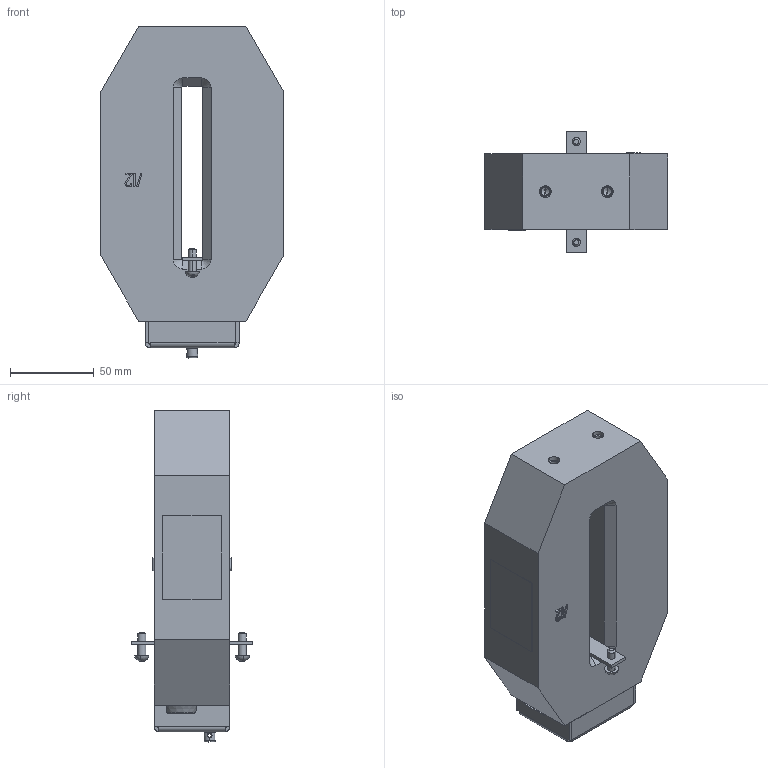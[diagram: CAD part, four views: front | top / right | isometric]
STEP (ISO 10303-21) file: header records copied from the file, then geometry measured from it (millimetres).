
FILE_DESCRIPTION (( 'STEP AP214' ), '1' );
FILE_NAME ('ﾒﾒ-0,66-ﾒﾘﾍ1 (800ﾀ-2000ﾀ).STEP', '2023-07-31T09:52:10', ( '' ), ( '' ), 'SwSTEP 2.0', 'SolidWorks 2014', '' );
FILE_SCHEMA (( 'AUTOMOTIVE_DESIGN' ));
Length unit declared in the file: millimetre
Products named in the file (16): 妈眚 󊙅4.019 梦岩 17473-80; Ïàêåò Âèíò Ì5õ10-ØÃ-Ø; ﾘ琺矜 5.65ﾃ.019 ﾃﾎﾑﾒ6402-70 (DIN127B); 妈眚 󊙅0.019 梦岩 17473-80; ﾘ琺矜 5.01.016 ﾃﾎﾑﾒ11371-70 (DIN125A); 屡扔.754312.147 亦犭梓赅; 屡扔.741131.033 想囗赅_-02; ﾏﾔ8.906.037 粨炅 ﾌ4; ÂÅÈÓ.735314.026 Êðûøêà çàùèòíàÿ; ÂÅÈÓ.671231.505 ÑÁ Ñáîðêà òðàíñôîðìàòîðà ñ çàëèâêîé_-17; 屡扔.758472.014; Ãàéêà Ì6.8.016 ÃÎÑÒ 5915-70 (DIN934); 屡扔.684419.003 厌铕赅 皴痄鬻龛赅; 屡扔.758414.001-02_-02; Êîðïóñ ÒØÍ-0,66_-I-800-2000A; ﾒﾒ-0,66-ﾒﾘﾍ1 (800ﾀ-2000ﾀ)
Assembly tree (19 placements, depth 4):
  ﾒﾒ-0,66-ﾒﾘﾍ1 (800ﾀ-2000ﾀ)
    ÂÅÈÓ.671231.505 ÑÁ Ñáîðêà òðàíñôîðìàòîðà ñ çàëèâêîé_-17
      Êîðïóñ ÒØÍ-0,66_-I-800-2000A
      屡扔.684419.003 厌铕赅 皴痄鬻龛赅
        屡扔.758414.001-02_-02  x2
      Ãàéêà Ì6.8.016 ÃÎÑÒ 5915-70 (DIN934)  x2
      屡扔.758472.014
    ÂÅÈÓ.735314.026 Êðûøêà çàùèòíàÿ
    ﾏﾔ8.906.037 粨炅 ﾌ4
    屡扔.741131.033 想囗赅_-02
    屡扔.754312.147 亦犭梓赅
    Ïàêåò Âèíò Ì5õ10-ØÃ-Ø  x2
      ﾘ琺矜 5.01.016 ﾃﾎﾑﾒ11371-70 (DIN125A)
      妈眚 󊙅0.019 梦岩 17473-80
      ﾘ琺矜 5.65ﾃ.019 ﾃﾎﾑﾒ6402-70 (DIN127B)
    妈眚 󊙅4.019 梦岩 17473-80  x2
Bounding box: 109.3 x 72 x 198 mm (x, y, z)
Volume: 738057.1 mm3; surface area: 86111.2 mm2
Topology: 18 solids, 18 shells, 532 faces, 1316 edges, 834 vertices
Faces by surface type: plane 254, cylinder 98, bspline 94, cone 72, sphere 8, torus 6
Entity records: 18872 total; most frequent: CARTESIAN_POINT 7717, ORIENTED_EDGE 2264, DIRECTION 1918, EDGE_CURVE 1132, VERTEX_POINT 724, LINE 668, VECTOR 668, AXIS2_PLACEMENT_3D 625
